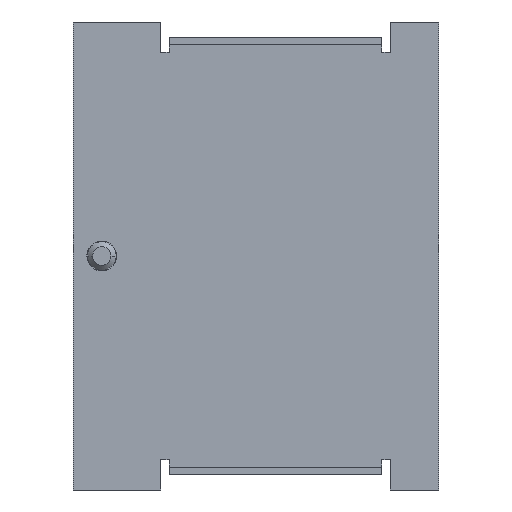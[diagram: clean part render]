
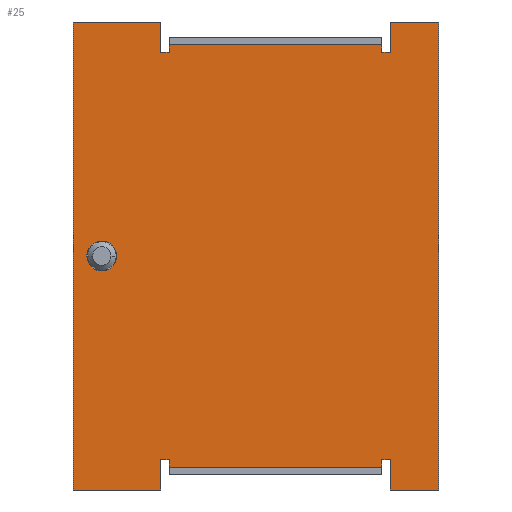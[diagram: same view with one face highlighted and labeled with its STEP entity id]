
A CAD part, front view. The second image highlights one B-rep face of the part: STEP entity #25.
In plain terms, the highlighted planar face has unit normal (0, -1, 0).
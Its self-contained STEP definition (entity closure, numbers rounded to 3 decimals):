
#16=FACE_BOUND('',#144,.T.);
#25=ADVANCED_FACE('',(#84,#16),#875,.T.);
#84=FACE_OUTER_BOUND('',#143,.T.);
#143=EDGE_LOOP('',(#231,#232,#233,#234,#235,#236,#237,#238,#239,#240,#241,
#242,#243,#244,#245,#246,#247,#248,#249,#250));
#144=EDGE_LOOP('',(#251,#252));
#231=ORIENTED_EDGE('',*,*,#508,.F.);
#232=ORIENTED_EDGE('',*,*,#485,.F.);
#233=ORIENTED_EDGE('',*,*,#518,.F.);
#234=ORIENTED_EDGE('',*,*,#511,.T.);
#235=ORIENTED_EDGE('',*,*,#519,.T.);
#236=ORIENTED_EDGE('',*,*,#520,.T.);
#237=ORIENTED_EDGE('',*,*,#521,.T.);
#238=ORIENTED_EDGE('',*,*,#513,.T.);
#239=ORIENTED_EDGE('',*,*,#515,.F.);
#240=ORIENTED_EDGE('',*,*,#490,.F.);
#241=ORIENTED_EDGE('',*,*,#525,.T.);
#242=ORIENTED_EDGE('',*,*,#504,.F.);
#243=ORIENTED_EDGE('',*,*,#516,.F.);
#244=ORIENTED_EDGE('',*,*,#512,.T.);
#245=ORIENTED_EDGE('',*,*,#524,.T.);
#246=ORIENTED_EDGE('',*,*,#522,.T.);
#247=ORIENTED_EDGE('',*,*,#523,.T.);
#248=ORIENTED_EDGE('',*,*,#514,.T.);
#249=ORIENTED_EDGE('',*,*,#517,.F.);
#250=ORIENTED_EDGE('',*,*,#498,.F.);
#251=ORIENTED_EDGE('',*,*,#544,.T.);
#252=ORIENTED_EDGE('',*,*,#554,.T.);
#485=EDGE_CURVE('',#769,#768,#647,.T.);
#490=EDGE_CURVE('',#774,#773,#652,.T.);
#498=EDGE_CURVE('',#782,#781,#660,.T.);
#504=EDGE_CURVE('',#788,#787,#666,.T.);
#508=EDGE_CURVE('',#768,#782,#670,.T.);
#511=EDGE_CURVE('',#791,#792,#673,.T.);
#512=EDGE_CURVE('',#793,#794,#674,.T.);
#513=EDGE_CURVE('',#795,#796,#675,.T.);
#514=EDGE_CURVE('',#797,#798,#676,.T.);
#515=EDGE_CURVE('',#773,#796,#677,.T.);
#516=EDGE_CURVE('',#793,#788,#678,.T.);
#517=EDGE_CURVE('',#781,#798,#679,.T.);
#518=EDGE_CURVE('',#791,#769,#680,.T.);
#519=EDGE_CURVE('',#792,#801,#681,.T.);
#520=EDGE_CURVE('',#801,#802,#682,.T.);
#521=EDGE_CURVE('',#802,#795,#683,.T.);
#522=EDGE_CURVE('',#803,#804,#684,.T.);
#523=EDGE_CURVE('',#804,#797,#685,.T.);
#524=EDGE_CURVE('',#794,#803,#686,.T.);
#525=EDGE_CURVE('',#774,#787,#687,.T.);
#544=EDGE_CURVE('',#799,#800,#625,.T.);
#554=EDGE_CURVE('',#800,#799,#627,.T.);
#625=(
BOUNDED_CURVE()
B_SPLINE_CURVE(2,(#1338,#1339,#1340,#1341,#1342),.UNSPECIFIED.,.F.,.F.)
B_SPLINE_CURVE_WITH_KNOTS((3,2,3),(0.,3.299,6.597),
 .UNSPECIFIED.)
CURVE()
GEOMETRIC_REPRESENTATION_ITEM()
RATIONAL_B_SPLINE_CURVE((1.,0.707,1.,0.707,1.))
REPRESENTATION_ITEM('')
);
#627=(
BOUNDED_CURVE()
B_SPLINE_CURVE(2,(#1364,#1365,#1366,#1367,#1368),.UNSPECIFIED.,.F.,.F.)
B_SPLINE_CURVE_WITH_KNOTS((3,2,3),(0.,3.299,6.597),
 .UNSPECIFIED.)
CURVE()
GEOMETRIC_REPRESENTATION_ITEM()
RATIONAL_B_SPLINE_CURVE((1.,0.707,1.,0.707,1.))
REPRESENTATION_ITEM('')
);
#647=B_SPLINE_CURVE_WITH_KNOTS('',1,(#1216,#1217),.UNSPECIFIED.,.F.,.F.,
(2,2),(3.85,4.043),.UNSPECIFIED.);
#652=B_SPLINE_CURVE_WITH_KNOTS('',1,(#1228,#1229),.UNSPECIFIED.,.F.,.F.,
(2,2),(6.781,6.973),.UNSPECIFIED.);
#660=B_SPLINE_CURVE_WITH_KNOTS('',1,(#1246,#1247),.UNSPECIFIED.,.F.,.F.,
(2,2),(2.931,3.123),.UNSPECIFIED.);
#666=B_SPLINE_CURVE_WITH_KNOTS('',1,(#1258,#1259),.UNSPECIFIED.,.F.,.F.,
(2,2),(0.95,1.143),.UNSPECIFIED.);
#670=B_SPLINE_CURVE_WITH_KNOTS('',1,(#1266,#1267),.UNSPECIFIED.,.F.,.F.,
(2,2),(-33.,-3.),.UNSPECIFIED.);
#673=B_SPLINE_CURVE_WITH_KNOTS('',1,(#1272,#1273),.UNSPECIFIED.,.F.,.F.,
(2,2),(0.,4.3),.UNSPECIFIED.);
#674=B_SPLINE_CURVE_WITH_KNOTS('',1,(#1274,#1275),.UNSPECIFIED.,.F.,.F.,
(2,2),(0.,4.3),.UNSPECIFIED.);
#675=B_SPLINE_CURVE_WITH_KNOTS('',1,(#1276,#1277),.UNSPECIFIED.,.F.,.F.,
(2,2),(0.,4.3),.UNSPECIFIED.);
#676=B_SPLINE_CURVE_WITH_KNOTS('',1,(#1278,#1279),.UNSPECIFIED.,.F.,.F.,
(2,2),(0.,4.3),.UNSPECIFIED.);
#677=B_SPLINE_CURVE_WITH_KNOTS('',1,(#1280,#1281),.UNSPECIFIED.,.F.,.F.,
(2,2),(0.,1.2),.UNSPECIFIED.);
#678=B_SPLINE_CURVE_WITH_KNOTS('',1,(#1282,#1283),.UNSPECIFIED.,.F.,.F.,
(2,2),(0.,1.2),.UNSPECIFIED.);
#679=B_SPLINE_CURVE_WITH_KNOTS('',1,(#1284,#1285),.UNSPECIFIED.,.F.,.F.,
(2,2),(0.,1.2),.UNSPECIFIED.);
#680=B_SPLINE_CURVE_WITH_KNOTS('',1,(#1286,#1287),.UNSPECIFIED.,.F.,.F.,
(2,2),(0.,1.2),.UNSPECIFIED.);
#681=B_SPLINE_CURVE_WITH_KNOTS('',1,(#1288,#1289),.UNSPECIFIED.,.F.,.F.,
(2,2),(-6.8,0.),.UNSPECIFIED.);
#682=B_SPLINE_CURVE_WITH_KNOTS('',1,(#1290,#1291),.UNSPECIFIED.,.F.,.F.,
(2,2),(-66.,0.),.UNSPECIFIED.);
#683=B_SPLINE_CURVE_WITH_KNOTS('',1,(#1292,#1293),.UNSPECIFIED.,.F.,.F.,
(2,2),(-6.8,0.),.UNSPECIFIED.);
#684=B_SPLINE_CURVE_WITH_KNOTS('',1,(#1294,#1295),.UNSPECIFIED.,.F.,.F.,
(2,2),(-66.,0.),.UNSPECIFIED.);
#685=B_SPLINE_CURVE_WITH_KNOTS('',1,(#1296,#1297),.UNSPECIFIED.,.F.,.F.,
(2,2),(-12.3,0.),.UNSPECIFIED.);
#686=B_SPLINE_CURVE_WITH_KNOTS('',1,(#1298,#1299),.UNSPECIFIED.,.F.,.F.,
(2,2),(-12.3,0.),.UNSPECIFIED.);
#687=B_SPLINE_CURVE_WITH_KNOTS('',1,(#1300,#1301),.UNSPECIFIED.,.F.,.F.,
(2,2),(3.,33.),.UNSPECIFIED.);
#768=VERTEX_POINT('',#1161);
#769=VERTEX_POINT('',#1162);
#773=VERTEX_POINT('',#1166);
#774=VERTEX_POINT('',#1167);
#781=VERTEX_POINT('',#1174);
#782=VERTEX_POINT('',#1175);
#787=VERTEX_POINT('',#1180);
#788=VERTEX_POINT('',#1181);
#791=VERTEX_POINT('',#1184);
#792=VERTEX_POINT('',#1185);
#793=VERTEX_POINT('',#1186);
#794=VERTEX_POINT('',#1187);
#795=VERTEX_POINT('',#1188);
#796=VERTEX_POINT('',#1189);
#797=VERTEX_POINT('',#1190);
#798=VERTEX_POINT('',#1191);
#799=VERTEX_POINT('',#1192);
#800=VERTEX_POINT('',#1193);
#801=VERTEX_POINT('',#1194);
#802=VERTEX_POINT('',#1195);
#803=VERTEX_POINT('',#1196);
#804=VERTEX_POINT('',#1197);
#875=PLANE('',#1008);
#1008=AXIS2_PLACEMENT_3D('',#1104,#1056,$);
#1056=DIRECTION('',(0.,-1.,0.));
#1104=CARTESIAN_POINT('',(-39.441,1.207,46.671));
#1161=CARTESIAN_POINT('',(16.28,1.207,-29.8));
#1162=CARTESIAN_POINT('',(16.28,1.207,-28.7));
#1166=CARTESIAN_POINT('',(16.28,1.207,28.7));
#1167=CARTESIAN_POINT('',(16.28,1.207,29.8));
#1174=CARTESIAN_POINT('',(-13.72,1.207,-28.7));
#1175=CARTESIAN_POINT('',(-13.72,1.207,-29.8));
#1180=CARTESIAN_POINT('',(-13.72,1.207,29.8));
#1181=CARTESIAN_POINT('',(-13.72,1.207,28.7));
#1184=CARTESIAN_POINT('',(17.48,1.207,-28.7));
#1185=CARTESIAN_POINT('',(17.48,1.207,-33.));
#1186=CARTESIAN_POINT('',(-14.92,1.207,28.7));
#1187=CARTESIAN_POINT('',(-14.92,1.207,33.));
#1188=CARTESIAN_POINT('',(17.48,1.207,33.));
#1189=CARTESIAN_POINT('',(17.48,1.207,28.7));
#1190=CARTESIAN_POINT('',(-14.92,1.207,-33.));
#1191=CARTESIAN_POINT('',(-14.92,1.207,-28.7));
#1192=CARTESIAN_POINT('',(-23.22,1.207,-2.1));
#1193=CARTESIAN_POINT('',(-23.22,1.207,2.1));
#1194=CARTESIAN_POINT('',(24.28,1.207,-33.));
#1195=CARTESIAN_POINT('',(24.28,1.207,33.));
#1196=CARTESIAN_POINT('',(-27.22,1.207,33.));
#1197=CARTESIAN_POINT('',(-27.22,1.207,-33.));
#1216=CARTESIAN_POINT('',(16.28,1.207,-28.7));
#1217=CARTESIAN_POINT('',(16.28,1.207,-29.8));
#1228=CARTESIAN_POINT('',(16.28,1.207,29.8));
#1229=CARTESIAN_POINT('',(16.28,1.207,28.7));
#1246=CARTESIAN_POINT('',(-13.72,1.207,-29.8));
#1247=CARTESIAN_POINT('',(-13.72,1.207,-28.7));
#1258=CARTESIAN_POINT('',(-13.72,1.207,28.7));
#1259=CARTESIAN_POINT('',(-13.72,1.207,29.8));
#1266=CARTESIAN_POINT('',(16.28,1.207,-29.8));
#1267=CARTESIAN_POINT('',(-13.72,1.207,-29.8));
#1272=CARTESIAN_POINT('',(17.48,1.207,-28.7));
#1273=CARTESIAN_POINT('',(17.48,1.207,-33.));
#1274=CARTESIAN_POINT('',(-14.92,1.207,28.7));
#1275=CARTESIAN_POINT('',(-14.92,1.207,33.));
#1276=CARTESIAN_POINT('',(17.48,1.207,33.));
#1277=CARTESIAN_POINT('',(17.48,1.207,28.7));
#1278=CARTESIAN_POINT('',(-14.92,1.207,-33.));
#1279=CARTESIAN_POINT('',(-14.92,1.207,-28.7));
#1280=CARTESIAN_POINT('',(16.28,1.207,28.7));
#1281=CARTESIAN_POINT('',(17.48,1.207,28.7));
#1282=CARTESIAN_POINT('',(-14.92,1.207,28.7));
#1283=CARTESIAN_POINT('',(-13.72,1.207,28.7));
#1284=CARTESIAN_POINT('',(-13.72,1.207,-28.7));
#1285=CARTESIAN_POINT('',(-14.92,1.207,-28.7));
#1286=CARTESIAN_POINT('',(17.48,1.207,-28.7));
#1287=CARTESIAN_POINT('',(16.28,1.207,-28.7));
#1288=CARTESIAN_POINT('',(17.48,1.207,-33.));
#1289=CARTESIAN_POINT('',(24.28,1.207,-33.));
#1290=CARTESIAN_POINT('',(24.28,1.207,-33.));
#1291=CARTESIAN_POINT('',(24.28,1.207,33.));
#1292=CARTESIAN_POINT('',(24.28,1.207,33.));
#1293=CARTESIAN_POINT('',(17.48,1.207,33.));
#1294=CARTESIAN_POINT('',(-27.22,1.207,33.));
#1295=CARTESIAN_POINT('',(-27.22,1.207,-33.));
#1296=CARTESIAN_POINT('',(-27.22,1.207,-33.));
#1297=CARTESIAN_POINT('',(-14.92,1.207,-33.));
#1298=CARTESIAN_POINT('',(-14.92,1.207,33.));
#1299=CARTESIAN_POINT('',(-27.22,1.207,33.));
#1300=CARTESIAN_POINT('',(16.28,1.207,29.8));
#1301=CARTESIAN_POINT('',(-13.72,1.207,29.8));
#1338=CARTESIAN_POINT('',(-23.22,1.207,-2.1));
#1339=CARTESIAN_POINT('',(-25.32,1.207,-2.1));
#1340=CARTESIAN_POINT('',(-25.32,1.207,0.));
#1341=CARTESIAN_POINT('',(-25.32,1.207,2.1));
#1342=CARTESIAN_POINT('',(-23.22,1.207,2.1));
#1364=CARTESIAN_POINT('',(-23.22,1.207,2.1));
#1365=CARTESIAN_POINT('',(-21.12,1.207,2.1));
#1366=CARTESIAN_POINT('',(-21.12,1.207,0.));
#1367=CARTESIAN_POINT('',(-21.12,1.207,-2.1));
#1368=CARTESIAN_POINT('',(-23.22,1.207,-2.1));
